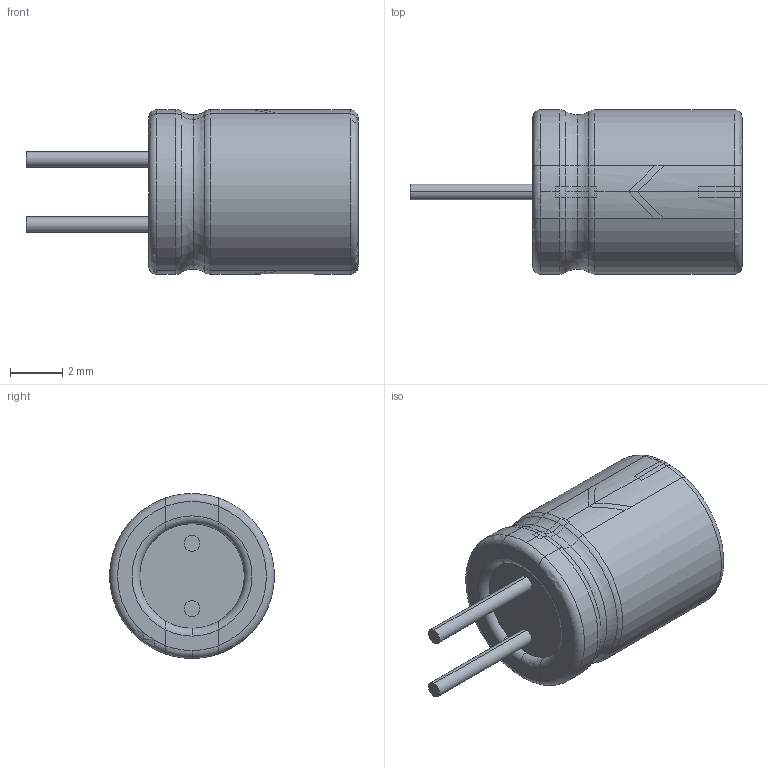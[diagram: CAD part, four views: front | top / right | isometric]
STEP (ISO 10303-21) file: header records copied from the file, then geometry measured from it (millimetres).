
FILE_DESCRIPTION (( 'STEP AP214' ), '1' );
FILE_NAME ('El_2.5_6.4_8.STEP', '2023-07-15T05:59:59', ( 'Yurii' ), ( '' ), 'SwSTEP 2.0', 'SolidWorks 2019', '' );
FILE_SCHEMA (( 'AUTOMOTIVE_DESIGN' ));
Length unit declared in the file: millimetre
Products named in the file (1): El_2.5_6.4_8
Bounding box: 12.7 x 6.29 x 6.3 mm (x, y, z)
Volume: 240.4 mm3; surface area: 242.3 mm2
Topology: 1 solids, 1 shells, 134 faces, 322 edges, 192 vertices
Faces by surface type: torus 62, cylinder 44, plane 28
Entity records: 5654 total; most frequent: CARTESIAN_POINT 1085, DIRECTION 668, ORIENTED_EDGE 644, EDGE_CURVE 322, AXIS2_PLACEMENT_3D 287, VERTEX_POINT 192, CIRCLE 152, UNCERTAINTY_MEASURE_WITH_UNIT 137
